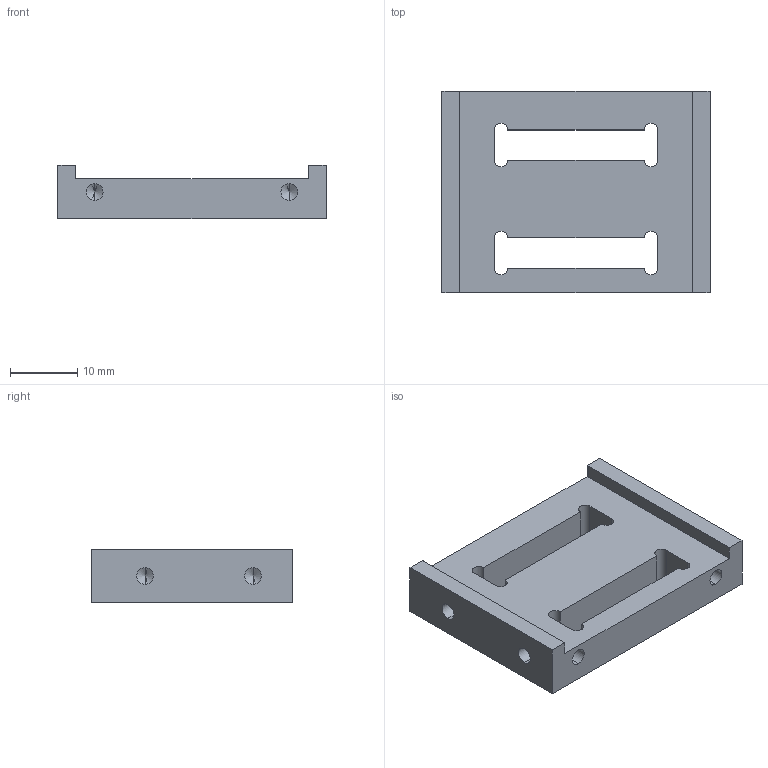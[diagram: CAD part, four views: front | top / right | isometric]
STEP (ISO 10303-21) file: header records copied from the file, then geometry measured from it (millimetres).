
FILE_DESCRIPTION (( 'STEP AP203' ), '1' );
FILE_NAME ('18_Solenoid Holder Back.STEP', '2024-01-31T08:43:32', ( '' ), ( '' ), 'SwSTEP 2.0', 'SolidWorks 2023', '' );
FILE_SCHEMA (( 'CONFIG_CONTROL_DESIGN' ));
Length unit declared in the file: millimetre
Products named in the file (1): 18_Solenoid Holder Back
Bounding box: 40 x 30 x 8 mm (x, y, z)
Volume: 5923.7 mm3; surface area: 4098.2 mm2
Topology: 1 solids, 1 shells, 60 faces, 158 edges, 92 vertices
Faces by surface type: cylinder 26, plane 18, cone 16
Entity records: 1819 total; most frequent: DIRECTION 316, CARTESIAN_POINT 295, ORIENTED_EDGE 284, EDGE_CURVE 142, AXIS2_PLACEMENT_3D 113, VERTEX_POINT 92, LINE 90, VECTOR 90
